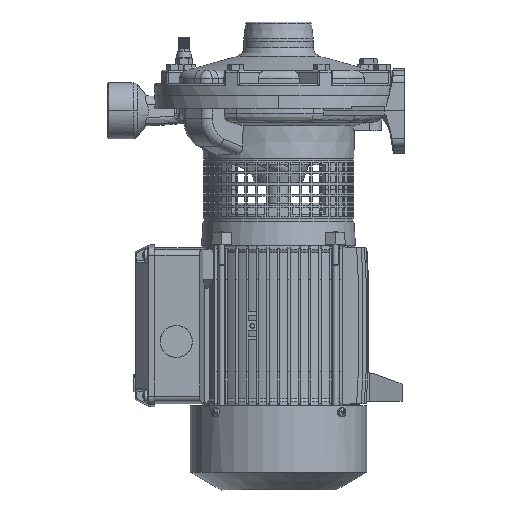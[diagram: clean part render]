
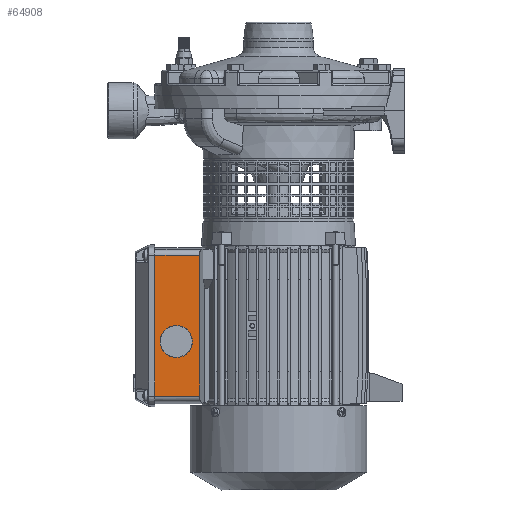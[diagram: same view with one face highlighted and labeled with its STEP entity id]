
A CAD part, left-side view. The second image highlights one B-rep face of the part: STEP entity #64908.
In plain terms, the highlighted planar face has unit normal (-1, 0, 0).
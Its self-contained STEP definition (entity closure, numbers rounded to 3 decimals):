
#83 = EDGE_LOOP ( 'NONE', ( #34108, #143545 ) ) ;
#2971 = EDGE_CURVE ( 'NONE', #53775, #100551, #132764, .T. ) ;
#5833 = EDGE_CURVE ( 'NONE', #27078, #46321, #63659, .T. ) ;
#7066 = ORIENTED_EDGE ( 'NONE', *, *, #2971, .T. ) ;
#9434 = CARTESIAN_POINT ( 'NONE',  ( -47.5, 76.584, -247.5 ) ) ;
#17044 = CARTESIAN_POINT ( 'NONE',  ( -47.5, 76.584, -219. ) ) ;
#24073 = CARTESIAN_POINT ( 'NONE',  ( -47.5, 69.16, -142.51 ) ) ;
#27078 = VERTEX_POINT ( 'NONE', #17044 ) ;
#28280 = ORIENTED_EDGE ( 'NONE', *, *, #51576, .T. ) ;
#29696 = AXIS2_PLACEMENT_3D ( 'NONE', #103785, #81563, #135656 ) ;
#30302 = CARTESIAN_POINT ( 'NONE',  ( -47.5, 76.584, -219. ) ) ;
#33273 =( BOUNDED_CURVE ( )  B_SPLINE_CURVE ( 3, ( #123450, #112341, #9434, #134548 ),
 .UNSPECIFIED., .F., .F. ) 
 B_SPLINE_CURVE_WITH_KNOTS ( ( 4, 4 ),
 ( 6.283, 9.425 ),
 .UNSPECIFIED. ) 
 CURVE ( )  GEOMETRIC_REPRESENTATION_ITEM ( )  RATIONAL_B_SPLINE_CURVE ( ( 1., 0.333, 0.333, 1. ) ) 
 REPRESENTATION_ITEM ( '' )  );
#34108 = ORIENTED_EDGE ( 'NONE', *, *, #135987, .F. ) ;
#35011 = LINE ( 'NONE', #104589, #56913 ) ;
#36391 = FACE_BOUND ( 'NONE', #83, .T. ) ;
#46321 = VERTEX_POINT ( 'NONE', #107552 ) ;
#51576 = EDGE_CURVE ( 'NONE', #64305, #94620, #35011, .T. ) ;
#51701 = ORIENTED_EDGE ( 'NONE', *, *, #59064, .F. ) ;
#53775 = VERTEX_POINT ( 'NONE', #119154 ) ;
#55041 = VECTOR ( 'NONE', #132016, 1000. ) ;
#56913 = VECTOR ( 'NONE', #125364, 1000. ) ;
#59064 = EDGE_CURVE ( 'NONE', #53775, #94620, #92172, .T. ) ;
#62174 = VECTOR ( 'NONE', #112938, 1000. ) ;
#63652 = CARTESIAN_POINT ( 'NONE',  ( -47.5, 76.584, -190.5 ) ) ;
#63659 =( BOUNDED_CURVE ( )  B_SPLINE_CURVE ( 3, ( #30302, #63652, #85127, #96970 ),
 .UNSPECIFIED., .F., .F. ) 
 B_SPLINE_CURVE_WITH_KNOTS ( ( 4, 4 ),
 ( 3.142, 6.283 ),
 .UNSPECIFIED. ) 
 CURVE ( )  GEOMETRIC_REPRESENTATION_ITEM ( )  RATIONAL_B_SPLINE_CURVE ( ( 1., 0.333, 0.333, 1. ) ) 
 REPRESENTATION_ITEM ( '' )  );
#64305 = VERTEX_POINT ( 'NONE', #134740 ) ;
#64908 = ADVANCED_FACE ( 'NONE', ( #36391, #137114 ), #80110, .F. ) ;
#65401 = CARTESIAN_POINT ( 'NONE',  ( -47.5, 110., -142.51 ) ) ;
#67022 = VECTOR ( 'NONE', #101093, 1000. ) ;
#69441 = CARTESIAN_POINT ( 'NONE',  ( -47.5, 110., -267.49 ) ) ;
#80110 = PLANE ( 'NONE',  #29696 ) ;
#81563 = DIRECTION ( 'NONE',  ( 1., 0., 0. ) ) ;
#81848 = ORIENTED_EDGE ( 'NONE', *, *, #128629, .F. ) ;
#85127 = CARTESIAN_POINT ( 'NONE',  ( -47.5, 105.123, -190.5 ) ) ;
#92172 = LINE ( 'NONE', #24073, #62174 ) ;
#94620 = VERTEX_POINT ( 'NONE', #123724 ) ;
#96970 = CARTESIAN_POINT ( 'NONE',  ( -47.5, 105.123, -219. ) ) ;
#99653 = LINE ( 'NONE', #135870, #67022 ) ;
#100551 = VERTEX_POINT ( 'NONE', #69441 ) ;
#101093 = DIRECTION ( 'NONE',  ( 0., 1., 0. ) ) ;
#103785 = CARTESIAN_POINT ( 'NONE',  ( -47.5, 112., -273.739 ) ) ;
#104589 = CARTESIAN_POINT ( 'NONE',  ( -47.5, 70., -267.49 ) ) ;
#107552 = CARTESIAN_POINT ( 'NONE',  ( -47.5, 105.123, -219. ) ) ;
#112341 = CARTESIAN_POINT ( 'NONE',  ( -47.5, 105.123, -247.5 ) ) ;
#112938 = DIRECTION ( 'NONE',  ( 0., -1., 0. ) ) ;
#119154 = CARTESIAN_POINT ( 'NONE',  ( -47.5, 110., -142.51 ) ) ;
#123450 = CARTESIAN_POINT ( 'NONE',  ( -47.5, 105.123, -219. ) ) ;
#123724 = CARTESIAN_POINT ( 'NONE',  ( -47.5, 70., -142.51 ) ) ;
#125364 = DIRECTION ( 'NONE',  ( 0., 0., 1. ) ) ;
#128629 = EDGE_CURVE ( 'NONE', #64305, #100551, #99653, .T. ) ;
#130123 = EDGE_LOOP ( 'NONE', ( #51701, #7066, #81848, #28280 ) ) ;
#132016 = DIRECTION ( 'NONE',  ( 0., 0., -1. ) ) ;
#132764 = LINE ( 'NONE', #65401, #55041 ) ;
#134548 = CARTESIAN_POINT ( 'NONE',  ( -47.5, 76.584, -219. ) ) ;
#134740 = CARTESIAN_POINT ( 'NONE',  ( -47.5, 70., -267.49 ) ) ;
#135656 = DIRECTION ( 'NONE',  ( 0., 1., 0. ) ) ;
#135870 = CARTESIAN_POINT ( 'NONE',  ( -47.5, 110., -267.49 ) ) ;
#135987 = EDGE_CURVE ( 'NONE', #46321, #27078, #33273, .T. ) ;
#137114 = FACE_OUTER_BOUND ( 'NONE', #130123, .T. ) ;
#143545 = ORIENTED_EDGE ( 'NONE', *, *, #5833, .F. ) ;
